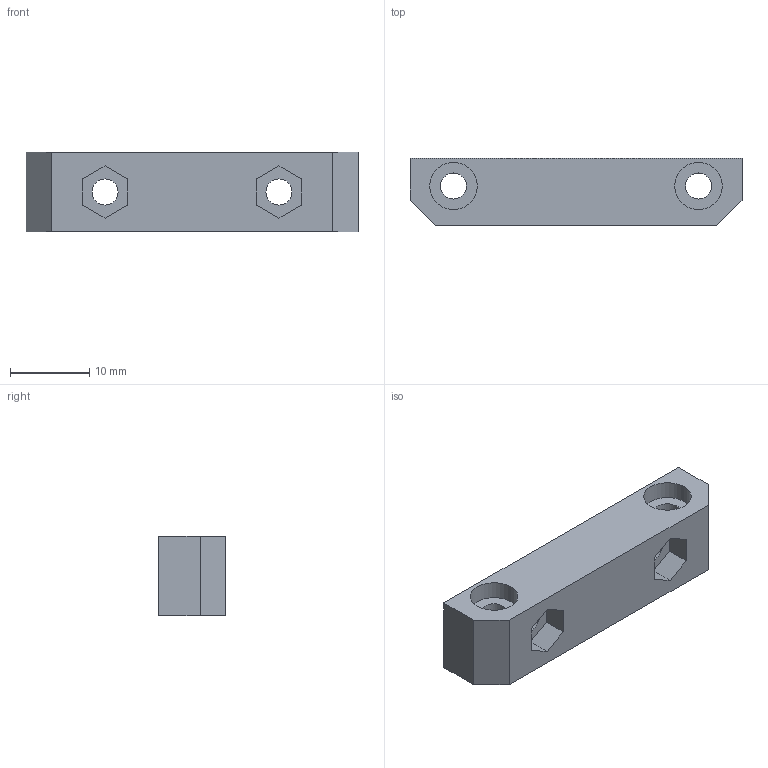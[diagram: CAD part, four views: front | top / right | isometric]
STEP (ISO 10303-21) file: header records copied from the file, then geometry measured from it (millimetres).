
FILE_DESCRIPTION(/* description */ (''),/* implementation_level */ '2;1');
FILE_NAME(/* name */ 'y_motor_lock_bottom2.step',/* time_stamp */ '2022-08-07T19:14:15+08:00',/* author */ ('user'),/* organization */ (''),/* preprocessor_version */ 'ST-DEVELOPER v19',/* originating_system */ 'Autodesk Inventor 2023',/* authorisation */ '');
FILE_SCHEMA (('AUTOMOTIVE_DESIGN { 1 0 10303 214 3 1 1 }'));
Length unit declared in the file: millimetre
Products named in the file (1): y_motor_lock_bottom2
Bounding box: 42 x 8.5 x 10 mm (x, y, z)
Volume: 2942.9 mm3; surface area: 2076.5 mm2
Topology: 1 solids, 1 shells, 30 faces, 72 edges, 48 vertices
Faces by surface type: plane 24, cylinder 6
Full cylindrical faces by diameter (mm): 3.3 x4, 6 x2
Entity records: 927 total; most frequent: CARTESIAN_POINT 151, DIRECTION 146, ORIENTED_EDGE 144, EDGE_CURVE 72, LINE 60, VECTOR 60, VERTEX_POINT 48, AXIS2_PLACEMENT_3D 43
